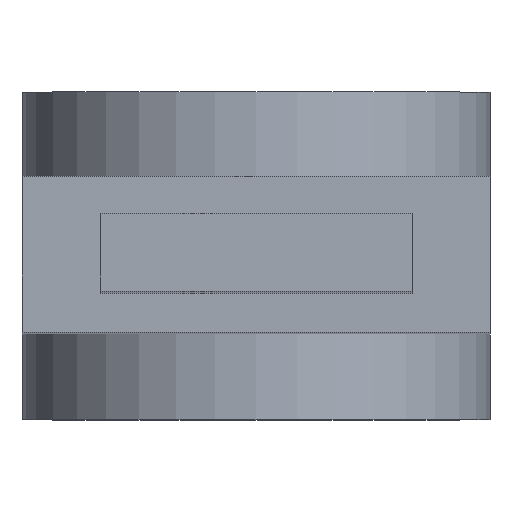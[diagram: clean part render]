
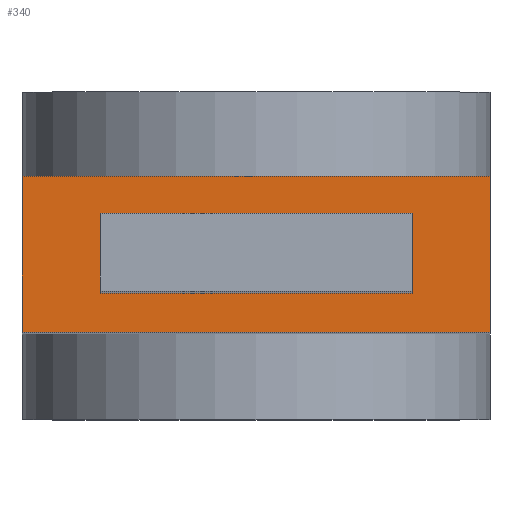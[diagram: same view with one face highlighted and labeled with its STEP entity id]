
A CAD part, top view. The second image highlights one B-rep face of the part: STEP entity #340.
In plain terms, the highlighted planar face has unit normal (0, 0, 1).
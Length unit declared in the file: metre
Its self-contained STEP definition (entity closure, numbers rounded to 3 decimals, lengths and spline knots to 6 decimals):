
#10=DIRECTION('',(1.,0.,0.));
#11=VECTOR('',#10,0.03);
#12=CARTESIAN_POINT('',(-0.015,-0.005,0.06));
#13=LINE('',#12,#11);
#43=DIRECTION('',(1.,0.,0.));
#44=VECTOR('',#43,0.03);
#45=CARTESIAN_POINT('',(-0.015,0.005,0.06));
#46=LINE('',#45,#44);
#51=DIRECTION('',(0.,1.,0.));
#52=VECTOR('',#51,0.01);
#53=CARTESIAN_POINT('',(0.015,-0.005,0.06));
#54=LINE('',#53,#52);
#63=DIRECTION('',(0.,1.,0.));
#64=VECTOR('',#63,0.01);
#65=CARTESIAN_POINT('',(-0.015,-0.005,0.06));
#66=LINE('',#65,#64);
#67=DIRECTION('',(1.,0.,0.));
#68=VECTOR('',#67,0.02);
#69=CARTESIAN_POINT('',(-0.01,-0.0025,0.06));
#70=LINE('',#69,#68);
#71=DIRECTION('',(0.,1.,0.));
#72=VECTOR('',#71,0.005);
#73=CARTESIAN_POINT('',(0.01,-0.0025,0.06));
#74=LINE('',#73,#72);
#75=DIRECTION('',(-1.,0.,0.));
#76=VECTOR('',#75,0.02);
#77=CARTESIAN_POINT('',(0.01,0.0025,0.06));
#78=LINE('',#77,#76);
#79=DIRECTION('',(0.,-1.,0.));
#80=VECTOR('',#79,0.005);
#81=CARTESIAN_POINT('',(-0.01,0.0025,0.06));
#82=LINE('',#81,#80);
#163=CARTESIAN_POINT('',(-0.015,-0.005,0.06));
#164=CARTESIAN_POINT('',(0.015,-0.005,0.06));
#165=VERTEX_POINT('',#163);
#166=VERTEX_POINT('',#164);
#167=CARTESIAN_POINT('',(-0.015,0.005,0.06));
#168=CARTESIAN_POINT('',(0.015,0.005,0.06));
#169=VERTEX_POINT('',#167);
#170=VERTEX_POINT('',#168);
#179=CARTESIAN_POINT('',(-0.01,-0.0025,0.06));
#180=CARTESIAN_POINT('',(0.01,-0.0025,0.06));
#181=VERTEX_POINT('',#179);
#182=VERTEX_POINT('',#180);
#183=CARTESIAN_POINT('',(0.01,0.0025,0.06));
#184=VERTEX_POINT('',#183);
#185=CARTESIAN_POINT('',(-0.01,0.0025,0.06));
#186=VERTEX_POINT('',#185);
#319=CARTESIAN_POINT('',(-0.015,-0.005,0.06));
#320=DIRECTION('',(0.,0.,1.));
#321=DIRECTION('',(1.,0.,0.));
#322=AXIS2_PLACEMENT_3D('',#319,#320,#321);
#323=PLANE('',#322);
#324=ORIENTED_EDGE('',*,*,#220,.F.);
#325=ORIENTED_EDGE('',*,*,#287,.T.);
#326=ORIENTED_EDGE('',*,*,#300,.T.);
#327=ORIENTED_EDGE('',*,*,#312,.F.);
#328=EDGE_LOOP('',(#324,#325,#326,#327));
#329=FACE_OUTER_BOUND('',#328,.F.);
#331=ORIENTED_EDGE('',*,*,#330,.T.);
#333=ORIENTED_EDGE('',*,*,#332,.T.);
#335=ORIENTED_EDGE('',*,*,#334,.T.);
#337=ORIENTED_EDGE('',*,*,#336,.T.);
#338=EDGE_LOOP('',(#331,#333,#335,#337));
#339=FACE_BOUND('',#338,.F.);
#340=ADVANCED_FACE('',(#329,#339),#323,.T.);
#220=EDGE_CURVE('',#165,#166,#13,.T.);
#287=EDGE_CURVE('',#165,#169,#66,.T.);
#300=EDGE_CURVE('',#169,#170,#46,.T.);
#312=EDGE_CURVE('',#166,#170,#54,.T.);
#330=EDGE_CURVE('',#181,#182,#70,.T.);
#332=EDGE_CURVE('',#182,#184,#74,.T.);
#334=EDGE_CURVE('',#184,#186,#78,.T.);
#336=EDGE_CURVE('',#186,#181,#82,.T.);
